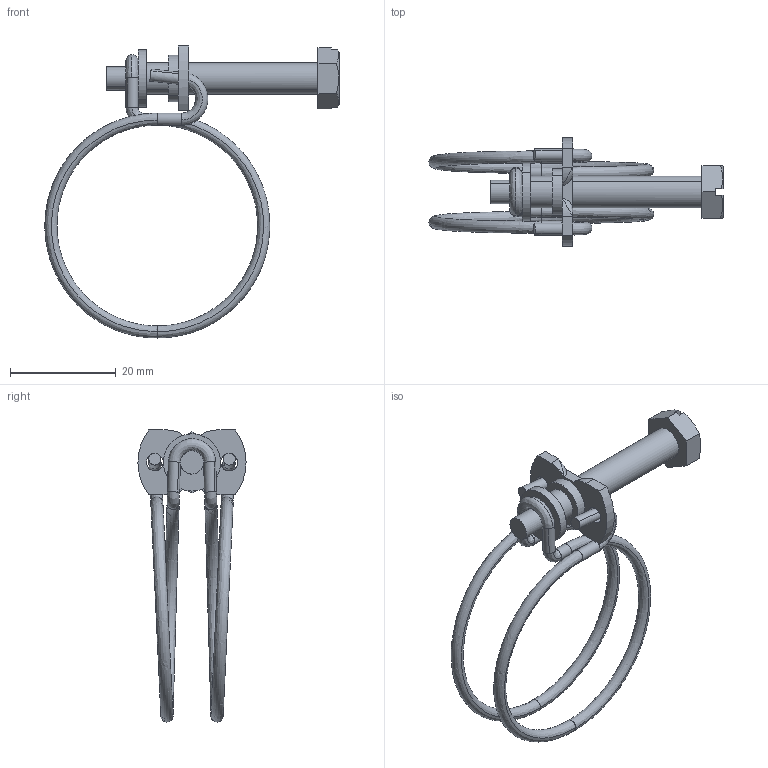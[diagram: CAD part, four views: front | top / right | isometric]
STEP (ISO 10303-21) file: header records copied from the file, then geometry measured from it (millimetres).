
FILE_DESCRIPTION((''),'2;1');
FILE_NAME('','2009-05-18T09:52:15',(''),(''),'','CADfix','');
FILE_SCHEMA(('AUTOMOTIVE_DESIGN { 1 0 10303 214 1 1 1 1 }'));
Length unit declared in the file: millimetre
Bounding box: 55.75 x 20.5 x 55.34 mm (x, y, z)
Volume: 3268.5 mm3; surface area: 4274.8 mm2
Topology: 3 solids, 3 shells, 98 faces, 340 edges, 248 vertices
Faces by surface type: bspline 98
Entity records: 7192 total; most frequent: CARTESIAN_POINT 5188, ORIENTED_EDGE 672, EDGE_CURVE 336, VERTEX_POINT 248, B_SPLINE_CURVE_WITH_KNOTS 230, EDGE_LOOP 108, QUASI_UNIFORM_CURVE 106, FACE_OUTER_BOUND 98
